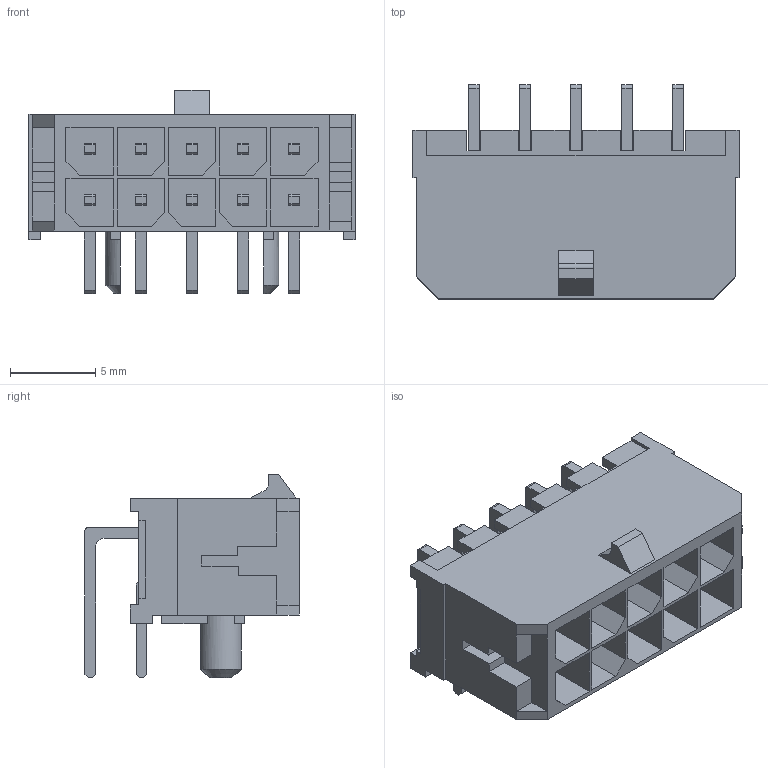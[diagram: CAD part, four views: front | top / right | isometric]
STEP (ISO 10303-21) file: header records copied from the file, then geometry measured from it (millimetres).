
FILE_DESCRIPTION (( 'STEP AP214' ), '1' );
FILE_NAME ('CONN-TH_43045-1000.step', '2022-08-03T17:11:40', ( '' ), ( '' ), 'SwSTEP 2.0', 'SolidWorks 2020', '' );
FILE_SCHEMA (( 'AUTOMOTIVE_DESIGN' ));
Length unit declared in the file: millimetre
Products named in the file (1): CONN-TH_43045-1000
Bounding box: 19.15 x 12.57 x 11.95 mm (x, y, z)
Volume: 776 mm3; surface area: 1816.6 mm2
Topology: 14 solids, 14 shells, 654 faces, 1749 edges, 1163 vertices
Faces by surface type: plane 513, bspline 114, cylinder 24, cone 3
Entity records: 26362 total; most frequent: CARTESIAN_POINT 5941, ORIENTED_EDGE 3498, DIRECTION 2650, EDGE_CURVE 1749, VECTOR 1458, LINE 1458, VERTEX_POINT 1163, EDGE_LOOP 706
